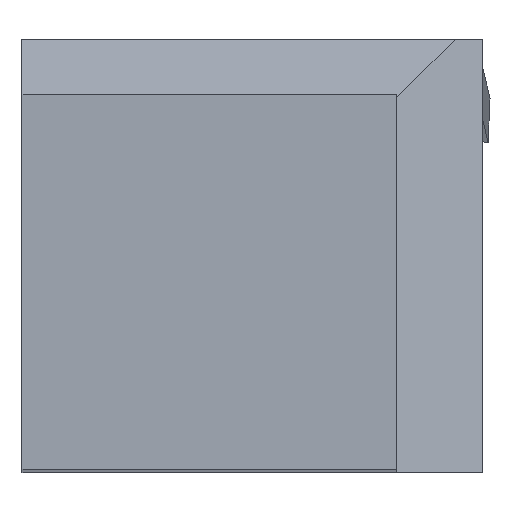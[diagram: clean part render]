
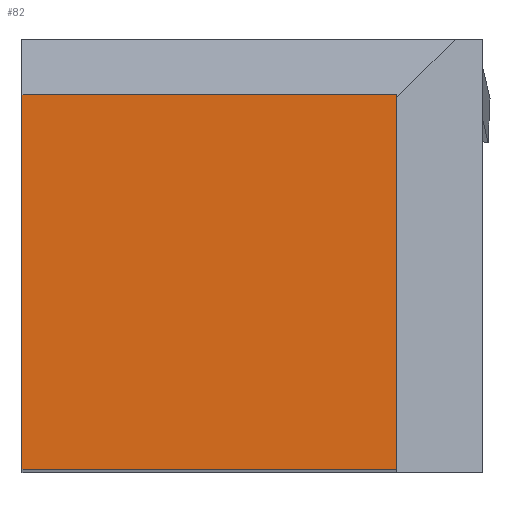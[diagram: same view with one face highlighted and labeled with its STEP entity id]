
A CAD part, top view. The second image highlights one B-rep face of the part: STEP entity #82.
In plain terms, the highlighted planar face has unit normal (0, 0, 1).
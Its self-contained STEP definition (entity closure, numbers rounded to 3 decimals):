
#82=ADVANCED_FACE('',(#150),#116,.T.);
#116=PLANE('',#716);
#150=FACE_OUTER_BOUND('',#184,.T.);
#184=EDGE_LOOP('',(#332,#333,#334,#335));
#332=ORIENTED_EDGE('',*,*,#482,.F.);
#333=ORIENTED_EDGE('',*,*,#483,.T.);
#334=ORIENTED_EDGE('',*,*,#484,.T.);
#335=ORIENTED_EDGE('',*,*,#485,.F.);
#403=VERTEX_POINT('',#1032);
#404=VERTEX_POINT('',#1033);
#405=VERTEX_POINT('',#1035);
#406=VERTEX_POINT('',#1037);
#482=EDGE_CURVE('',#403,#404,#565,.T.);
#483=EDGE_CURVE('',#403,#405,#566,.T.);
#484=EDGE_CURVE('',#405,#406,#567,.T.);
#485=EDGE_CURVE('',#404,#406,#568,.T.);
#565=LINE('',#1031,#648);
#566=LINE('',#1034,#649);
#567=LINE('',#1036,#650);
#568=LINE('',#1038,#651);
#648=VECTOR('',#857,1.);
#649=VECTOR('',#858,1.);
#650=VECTOR('',#859,1.);
#651=VECTOR('',#860,1.);
#716=AXIS2_PLACEMENT_3D('',#1039,#861,#862);
#857=DIRECTION('',(0.,1.,0.));
#858=DIRECTION('',(1.,0.,0.));
#859=DIRECTION('',(0.,1.,0.));
#860=DIRECTION('',(1.,0.,0.));
#861=DIRECTION('',(0.,0.,1.));
#862=DIRECTION('',(0.,-1.,0.));
#1031=CARTESIAN_POINT('',(-12.7,-100.,112.9));
#1032=CARTESIAN_POINT('',(-12.7,-25.4,112.9));
#1033=CARTESIAN_POINT('',(-12.7,0.,112.9));
#1034=CARTESIAN_POINT('',(-80.95,-25.4,112.9));
#1035=CARTESIAN_POINT('',(12.7,-25.4,112.9));
#1036=CARTESIAN_POINT('',(12.7,-100.,112.9));
#1037=CARTESIAN_POINT('',(12.7,0.,112.9));
#1038=CARTESIAN_POINT('',(-80.95,0.,112.9));
#1039=CARTESIAN_POINT('',(-80.95,-25.4,112.9));
